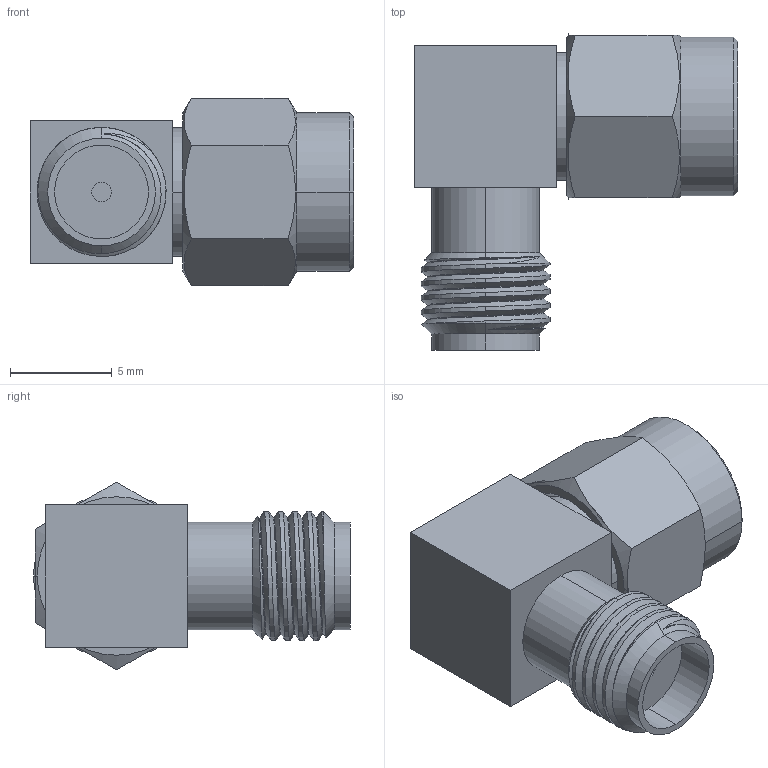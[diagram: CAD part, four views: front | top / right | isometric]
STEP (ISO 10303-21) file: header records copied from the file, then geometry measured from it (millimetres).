
FILE_DESCRIPTION (( 'STEP AP203' ), '1' );
FILE_NAME ('SMAFST.SMAMRA.CO.STEP', '2021-12-04T14:20:54', ( 'admin' ), ( '' ), 'SwSTEP 2.0', 'SolidWorks 2015', '' );
FILE_SCHEMA (( 'CONFIG_CONTROL_DESIGN' ));
Length unit declared in the file: millimetre
Products named in the file (1): SMAFST.SMAMRA.CO
Bounding box: 15.9 x 15.57 x 9.24 mm (x, y, z)
Volume: 864.8 mm3; surface area: 1083.9 mm2
Topology: 1 solids, 1 shells, 106 faces, 240 edges, 151 vertices
Faces by surface type: cylinder 46, plane 33, cone 24, bspline 3
Entity records: 4273 total; most frequent: CARTESIAN_POINT 1862, DIRECTION 495, ORIENTED_EDGE 480, EDGE_CURVE 240, AXIS2_PLACEMENT_3D 201, VERTEX_POINT 151, EDGE_LOOP 121, ADVANCED_FACE 106
